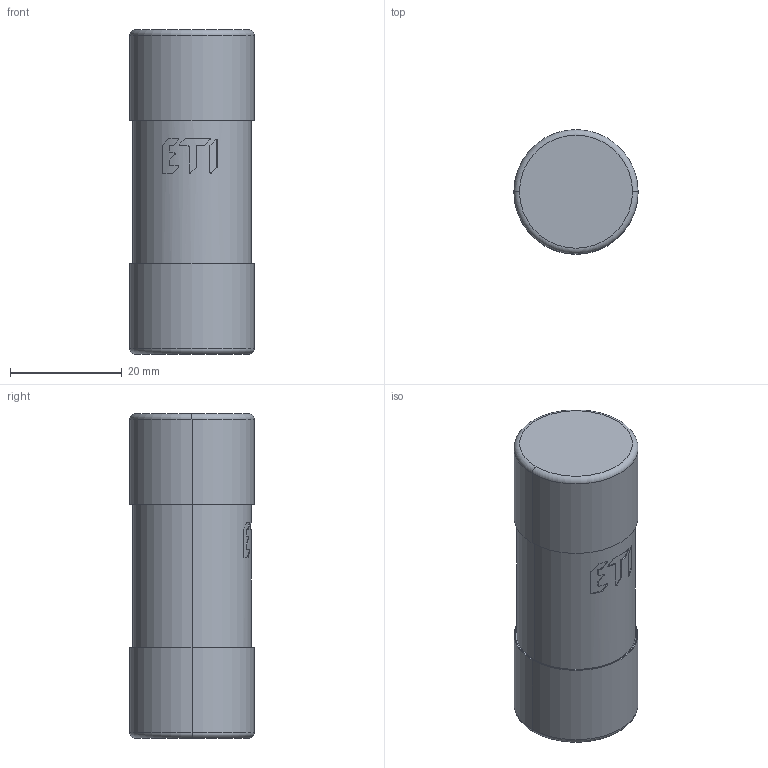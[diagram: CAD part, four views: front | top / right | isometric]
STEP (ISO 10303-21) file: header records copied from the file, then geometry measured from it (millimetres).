
FILE_DESCRIPTION((''),'2;1');
FILE_NAME('CH22X58_ASM','2022-01-07T13:42:07',('marketing.praksa'),('Audax d.o.o.'),'CREO PARAMETRIC BY PTC INC, 2021304','CREO PARAMETRIC BY PTC INC, 2021304','');
FILE_SCHEMA(('AP242_MANAGED_MODEL_BASED_3D_ENGINEERING_MIM_LF { 1 0 10303 442 1 1 4 }'));
Length unit declared in the file: millimetre
Products named in the file (4): PRT9565; PRT9566; PRT9567; CH22X58_ASM
Assembly tree (4 placements, depth 2):
  CH22X58_ASM
    PRT9565  x2
    PRT9566
    PRT9567
Bounding box: 22.2 x 22.2 x 58 mm (x, y, z)
Volume: 21540.9 mm3; surface area: 8957.9 mm2
Topology: 6 solids, 6 shells, 129 faces, 328 edges, 216 vertices
Faces by surface type: plane 61, cylinder 60, torus 8
Entity records: 5928 total; most frequent: CARTESIAN_POINT 945, ORIENTED_EDGE 616, DIRECTION 578, PRESENTATION_STYLE_ASSIGNMENT 431, STYLED_ITEM 431, CURVE_STYLE 308, EDGE_CURVE 308, AXIS2_PLACEMENT_3D 209
